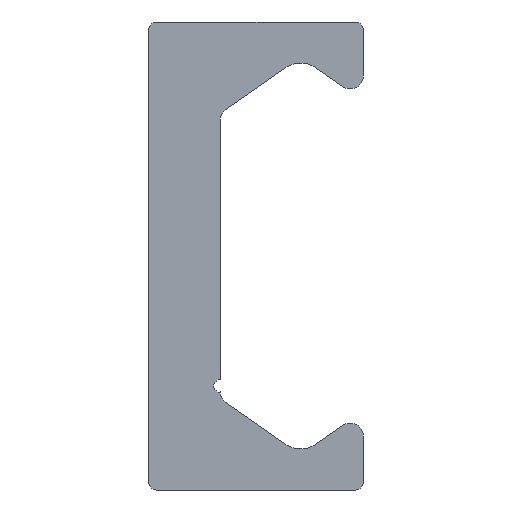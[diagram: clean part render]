
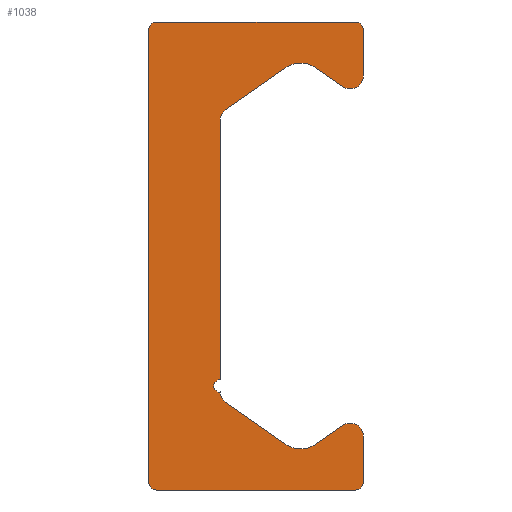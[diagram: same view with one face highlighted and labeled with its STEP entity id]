
A CAD part, left-side view. The second image highlights one B-rep face of the part: STEP entity #1038.
In plain terms, the highlighted planar face has unit normal (-1, 0, 0).
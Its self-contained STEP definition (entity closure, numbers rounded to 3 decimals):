
#219=CARTESIAN_POINT('',(0.0,1.375,5.214));
#220=VERTEX_POINT('',#219);
#227=CARTESIAN_POINT('',(0.0,1.375,-4.75));
#228=VERTEX_POINT('',#227);
#229=CARTESIAN_POINT('',(0.0,1.375,5.214));
#230=DIRECTION('',(0.0,0.0,-1.0));
#231=VECTOR('',#230,9.964);
#232=LINE('',#229,#231);
#233=EDGE_CURVE('',#220,#228,#232,.T.);
#349=CARTESIAN_POINT('',(0.0,3.825,-9.));
#350=VERTEX_POINT('',#349);
#357=CARTESIAN_POINT('',(0.0,4.125,-8.7));
#358=VERTEX_POINT('',#357);
#359=CARTESIAN_POINT('',(0.0,3.825,-8.7));
#360=DIRECTION('',(1.0,0.0,0.0));
#361=DIRECTION('',(0.0,0.0,-1.0));
#362=AXIS2_PLACEMENT_3D('',#359,#360,#361);
#363=CIRCLE('',#362,0.3);
#364=EDGE_CURVE('',#350,#358,#363,.T.);
#388=CARTESIAN_POINT('',(0.0,-3.825,-9.));
#389=VERTEX_POINT('',#388);
#396=CARTESIAN_POINT('',(0.0,-3.825,-9.));
#397=DIRECTION('',(0.0,1.0,0.0));
#398=VECTOR('',#397,7.65);
#399=LINE('',#396,#398);
#400=EDGE_CURVE('',#389,#350,#399,.T.);
#420=CARTESIAN_POINT('',(0.0,-4.125,-8.7));
#421=VERTEX_POINT('',#420);
#428=CARTESIAN_POINT('',(0.0,-3.825,-8.7));
#429=DIRECTION('',(1.0,0.0,0.0));
#430=DIRECTION('',(0.0,-1.0,0.0));
#431=AXIS2_PLACEMENT_3D('',#428,#429,#430);
#432=CIRCLE('',#431,0.3);
#433=EDGE_CURVE('',#421,#389,#432,.T.);
#452=CARTESIAN_POINT('',(0.0,-4.125,-6.925));
#453=VERTEX_POINT('',#452);
#460=CARTESIAN_POINT('',(0.0,-4.125,-6.925));
#461=DIRECTION('',(0.0,0.0,-1.0));
#462=VECTOR('',#461,1.775);
#463=LINE('',#460,#462);
#464=EDGE_CURVE('',#453,#421,#463,.T.);
#484=CARTESIAN_POINT('',(0.0,-3.338,-6.515));
#485=VERTEX_POINT('',#484);
#492=CARTESIAN_POINT('',(0.0,-3.625,-6.925));
#493=DIRECTION('',(1.0,0.0,0.0));
#494=DIRECTION('',(0.0,0.574,0.819));
#495=AXIS2_PLACEMENT_3D('',#492,#493,#494);
#496=CIRCLE('',#495,0.5);
#497=EDGE_CURVE('',#485,#453,#496,.T.);
#516=CARTESIAN_POINT('',(0.0,-2.299,-7.243));
#517=VERTEX_POINT('',#516);
#524=CARTESIAN_POINT('',(0.0,-2.299,-7.243));
#525=DIRECTION('',(0.0,-0.819,0.574));
#526=VECTOR('',#525,1.269);
#527=LINE('',#524,#526);
#528=EDGE_CURVE('',#517,#485,#527,.T.);
#548=CARTESIAN_POINT('',(0.0,-1.151,-7.243));
#549=VERTEX_POINT('',#548);
#556=CARTESIAN_POINT('',(0.0,-1.725,-6.424));
#557=DIRECTION('',(-1.0,0.0,0.0));
#558=DIRECTION('',(0.0,0.574,0.819));
#559=AXIS2_PLACEMENT_3D('',#556,#557,#558);
#560=CIRCLE('',#559,1.0);
#561=EDGE_CURVE('',#549,#517,#560,.T.);
#580=CARTESIAN_POINT('',(0.0,1.162,-5.624));
#581=VERTEX_POINT('',#580);
#588=CARTESIAN_POINT('',(0.0,1.162,-5.624));
#589=DIRECTION('',(0.0,-0.819,-0.574));
#590=VECTOR('',#589,2.824);
#591=LINE('',#588,#590);
#592=EDGE_CURVE('',#581,#549,#591,.T.);
#612=CARTESIAN_POINT('',(0.0,1.375,-5.214));
#613=VERTEX_POINT('',#612);
#620=CARTESIAN_POINT('',(0.0,0.875,-5.214));
#621=DIRECTION('',(-1.0,0.0,0.0));
#622=DIRECTION('',(0.0,-0.574,0.819));
#623=AXIS2_PLACEMENT_3D('',#620,#621,#622);
#624=CIRCLE('',#623,0.5);
#625=EDGE_CURVE('',#613,#581,#624,.T.);
#644=CARTESIAN_POINT('',(0.0,1.375,-5.25));
#645=VERTEX_POINT('',#644);
#652=CARTESIAN_POINT('',(0.0,1.375,-5.25));
#653=DIRECTION('',(0.0,0.0,1.0));
#654=VECTOR('',#653,0.036);
#655=LINE('',#652,#654);
#656=EDGE_CURVE('',#645,#613,#655,.T.);
#678=CARTESIAN_POINT('',(0.0,1.375,-5.0));
#679=DIRECTION('',(-1.0,0.0,0.0));
#680=DIRECTION('',(0.0,0.0,1.0));
#681=AXIS2_PLACEMENT_3D('',#678,#679,#680);
#682=CIRCLE('',#681,0.25);
#683=EDGE_CURVE('',#228,#645,#682,.T.);
#703=CARTESIAN_POINT('',(0.0,1.162,5.624));
#704=VERTEX_POINT('',#703);
#711=CARTESIAN_POINT('',(0.0,0.875,5.214));
#712=DIRECTION('',(-1.0,0.0,0.0));
#713=DIRECTION('',(0.0,-1.0,0.0));
#714=AXIS2_PLACEMENT_3D('',#711,#712,#713);
#715=CIRCLE('',#714,0.5);
#716=EDGE_CURVE('',#704,#220,#715,.T.);
#735=CARTESIAN_POINT('',(0.0,-1.151,7.243));
#736=VERTEX_POINT('',#735);
#743=CARTESIAN_POINT('',(0.0,-1.151,7.243));
#744=DIRECTION('',(0.0,0.819,-0.574));
#745=VECTOR('',#744,2.824);
#746=LINE('',#743,#745);
#747=EDGE_CURVE('',#736,#704,#746,.T.);
#767=CARTESIAN_POINT('',(0.0,-2.299,7.243));
#768=VERTEX_POINT('',#767);
#775=CARTESIAN_POINT('',(0.0,-1.725,6.424));
#776=DIRECTION('',(-1.0,0.0,0.0));
#777=DIRECTION('',(0.0,-0.574,-0.819));
#778=AXIS2_PLACEMENT_3D('',#775,#776,#777);
#779=CIRCLE('',#778,1.0);
#780=EDGE_CURVE('',#768,#736,#779,.T.);
#799=CARTESIAN_POINT('',(0.0,-3.338,6.515));
#800=VERTEX_POINT('',#799);
#807=CARTESIAN_POINT('',(0.0,-3.338,6.515));
#808=DIRECTION('',(0.0,0.819,0.574));
#809=VECTOR('',#808,1.269);
#810=LINE('',#807,#809);
#811=EDGE_CURVE('',#800,#768,#810,.T.);
#831=CARTESIAN_POINT('',(0.0,-4.125,6.925));
#832=VERTEX_POINT('',#831);
#839=CARTESIAN_POINT('',(0.0,-3.625,6.925));
#840=DIRECTION('',(1.0,0.0,0.0));
#841=DIRECTION('',(0.0,-1.0,0.0));
#842=AXIS2_PLACEMENT_3D('',#839,#840,#841);
#843=CIRCLE('',#842,0.5);
#844=EDGE_CURVE('',#832,#800,#843,.T.);
#863=CARTESIAN_POINT('',(0.0,-4.125,8.7));
#864=VERTEX_POINT('',#863);
#871=CARTESIAN_POINT('',(0.0,-4.125,8.7));
#872=DIRECTION('',(0.0,0.0,-1.0));
#873=VECTOR('',#872,1.775);
#874=LINE('',#871,#873);
#875=EDGE_CURVE('',#864,#832,#874,.T.);
#895=CARTESIAN_POINT('',(0.0,-3.825,9.));
#896=VERTEX_POINT('',#895);
#903=CARTESIAN_POINT('',(0.0,-3.825,8.7));
#904=DIRECTION('',(1.0,0.0,0.0));
#905=DIRECTION('',(0.0,0.0,1.0));
#906=AXIS2_PLACEMENT_3D('',#903,#904,#905);
#907=CIRCLE('',#906,0.3);
#908=EDGE_CURVE('',#896,#864,#907,.T.);
#927=CARTESIAN_POINT('',(0.0,3.825,9.));
#928=VERTEX_POINT('',#927);
#935=CARTESIAN_POINT('',(0.0,3.825,9.));
#936=DIRECTION('',(0.0,-1.0,0.0));
#937=VECTOR('',#936,7.65);
#938=LINE('',#935,#937);
#939=EDGE_CURVE('',#928,#896,#938,.T.);
#959=CARTESIAN_POINT('',(0.0,4.125,8.7));
#960=VERTEX_POINT('',#959);
#967=CARTESIAN_POINT('',(0.0,3.825,8.7));
#968=DIRECTION('',(1.0,0.0,0.0));
#969=DIRECTION('',(0.0,1.0,0.0));
#970=AXIS2_PLACEMENT_3D('',#967,#968,#969);
#971=CIRCLE('',#970,0.3);
#972=EDGE_CURVE('',#960,#928,#971,.T.);
#990=CARTESIAN_POINT('',(0.0,4.125,-8.7));
#991=DIRECTION('',(0.0,0.0,1.0));
#992=VECTOR('',#991,17.4);
#993=LINE('',#990,#992);
#994=EDGE_CURVE('',#358,#960,#993,.T.);
#1009=CARTESIAN_POINT('',(0.0,0.856,-0.029));
#1010=DIRECTION('',(1.0,0.0,0.0));
#1011=DIRECTION('',(0.0,0.0,-1.0));
#1012=AXIS2_PLACEMENT_3D('',#1009,#1010,#1011);
#1013=PLANE('',#1012);
#1014=ORIENTED_EDGE('',*,*,#994,.F.);
#1015=ORIENTED_EDGE('',*,*,#364,.F.);
#1016=ORIENTED_EDGE('',*,*,#400,.F.);
#1017=ORIENTED_EDGE('',*,*,#433,.F.);
#1018=ORIENTED_EDGE('',*,*,#464,.F.);
#1019=ORIENTED_EDGE('',*,*,#497,.F.);
#1020=ORIENTED_EDGE('',*,*,#528,.F.);
#1021=ORIENTED_EDGE('',*,*,#561,.F.);
#1022=ORIENTED_EDGE('',*,*,#592,.F.);
#1023=ORIENTED_EDGE('',*,*,#625,.F.);
#1024=ORIENTED_EDGE('',*,*,#656,.F.);
#1025=ORIENTED_EDGE('',*,*,#683,.F.);
#1026=ORIENTED_EDGE('',*,*,#233,.F.);
#1027=ORIENTED_EDGE('',*,*,#716,.F.);
#1028=ORIENTED_EDGE('',*,*,#747,.F.);
#1029=ORIENTED_EDGE('',*,*,#780,.F.);
#1030=ORIENTED_EDGE('',*,*,#811,.F.);
#1031=ORIENTED_EDGE('',*,*,#844,.F.);
#1032=ORIENTED_EDGE('',*,*,#875,.F.);
#1033=ORIENTED_EDGE('',*,*,#908,.F.);
#1034=ORIENTED_EDGE('',*,*,#939,.F.);
#1035=ORIENTED_EDGE('',*,*,#972,.F.);
#1036=EDGE_LOOP('',(#1014,#1015,#1016,#1017,#1018,#1019,#1020,#1021,#1022,#1023,#1024,#1025,#1026,#1027,#1028,#1029,#1030,#1031,#1032,#1033,#1034,#1035));
#1037=FACE_OUTER_BOUND('',#1036,.T.);
#1038=ADVANCED_FACE('',(#1037),#1013,.F.);
